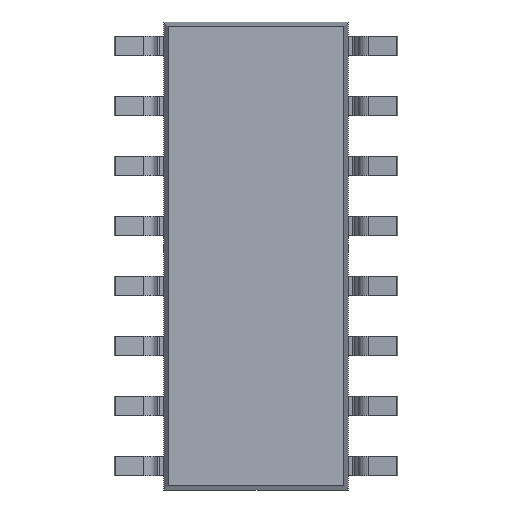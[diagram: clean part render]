
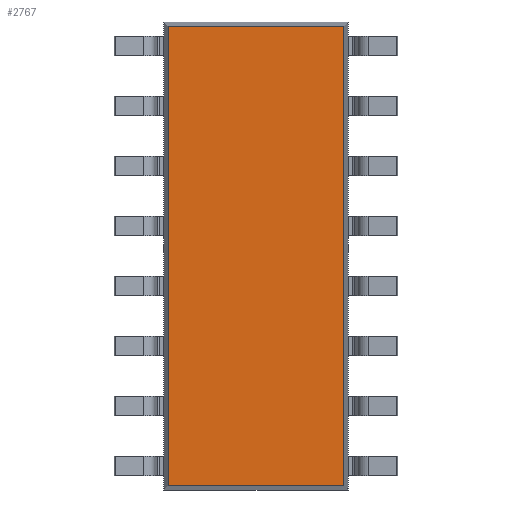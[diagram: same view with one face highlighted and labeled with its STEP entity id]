
A CAD part, front view. The second image highlights one B-rep face of the part: STEP entity #2767.
In plain terms, the highlighted planar face has unit normal (0, -1, 0).
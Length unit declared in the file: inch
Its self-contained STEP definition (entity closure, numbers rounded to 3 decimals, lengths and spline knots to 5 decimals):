
#75 = DIRECTION ( 'NONE',  ( -1., 0., 0. ) ) ;
#93 = CARTESIAN_POINT ( 'NONE',  ( -0.07313, 0.01, 0.19138 ) ) ;
#592 = DIRECTION ( 'NONE',  ( 0., 0., -1. ) ) ;
#642 = DIRECTION ( 'NONE',  ( 0., 0., -1. ) ) ;
#1298 = CARTESIAN_POINT ( 'NONE',  ( -0.07313, 0.01, 0.195 ) ) ;
#1473 = CARTESIAN_POINT ( 'NONE',  ( 0.07313, 0.01, -0.195 ) ) ;
#1716 = LINE ( 'NONE', #1473, #2089 ) ;
#1828 = CARTESIAN_POINT ( 'NONE',  ( 0., 0.01, 0. ) ) ;
#1918 = VECTOR ( 'NONE', #592, 39.37008 ) ;
#2051 = CARTESIAN_POINT ( 'NONE',  ( -0.07675, 0.01, -0.19138 ) ) ;
#2089 = VECTOR ( 'NONE', #6244, 39.37008 ) ;
#2300 = EDGE_CURVE ( 'NONE', #2461, #4847, #7023, .T. ) ;
#2434 = DIRECTION ( 'NONE',  ( 0., -1., 0. ) ) ;
#2461 = VERTEX_POINT ( 'NONE', #5023 ) ;
#2476 = EDGE_CURVE ( 'NONE', #6366, #3471, #4379, .T. ) ;
#2767 = ADVANCED_FACE ( 'NONE', ( #2861 ), #4219, .T. ) ;
#2861 = FACE_OUTER_BOUND ( 'NONE', #4578, .T. ) ;
#3187 = AXIS2_PLACEMENT_3D ( 'NONE', #1828, #2434, #642 ) ;
#3342 = EDGE_CURVE ( 'NONE', #4847, #6366, #7470, .T. ) ;
#3471 = VERTEX_POINT ( 'NONE', #4825 ) ;
#3656 = ORIENTED_EDGE ( 'NONE', *, *, #2300, .T. ) ;
#4219 = PLANE ( 'NONE',  #3187 ) ;
#4379 = LINE ( 'NONE', #2051, #6466 ) ;
#4578 = EDGE_LOOP ( 'NONE', ( #7478, #5354, #3656, #5702 ) ) ;
#4825 = CARTESIAN_POINT ( 'NONE',  ( 0.07313, 0.01, -0.19138 ) ) ;
#4847 = VERTEX_POINT ( 'NONE', #93 ) ;
#4897 = CARTESIAN_POINT ( 'NONE',  ( 0.07675, 0.01, 0.19138 ) ) ;
#5023 = CARTESIAN_POINT ( 'NONE',  ( 0.07313, 0.01, 0.19138 ) ) ;
#5354 = ORIENTED_EDGE ( 'NONE', *, *, #6266, .T. ) ;
#5702 = ORIENTED_EDGE ( 'NONE', *, *, #3342, .T. ) ;
#6244 = DIRECTION ( 'NONE',  ( 0., 0., 1. ) ) ;
#6266 = EDGE_CURVE ( 'NONE', #3471, #2461, #1716, .T. ) ;
#6366 = VERTEX_POINT ( 'NONE', #7452 ) ;
#6466 = VECTOR ( 'NONE', #6786, 39.37008 ) ;
#6786 = DIRECTION ( 'NONE',  ( 1., 0., 0. ) ) ;
#6934 = VECTOR ( 'NONE', #75, 39.37008 ) ;
#7023 = LINE ( 'NONE', #4897, #6934 ) ;
#7452 = CARTESIAN_POINT ( 'NONE',  ( -0.07313, 0.01, -0.19138 ) ) ;
#7470 = LINE ( 'NONE', #1298, #1918 ) ;
#7478 = ORIENTED_EDGE ( 'NONE', *, *, #2476, .T. ) ;
